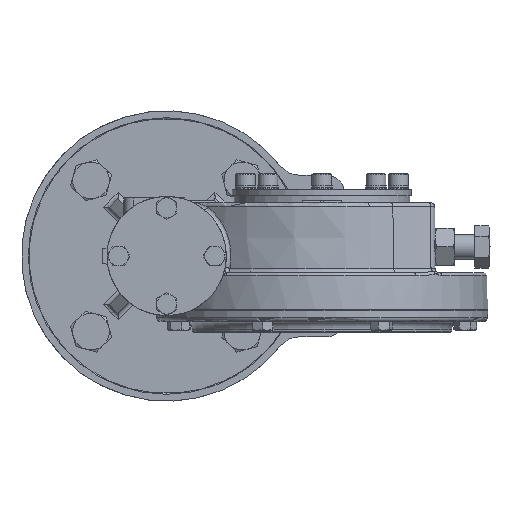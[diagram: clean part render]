
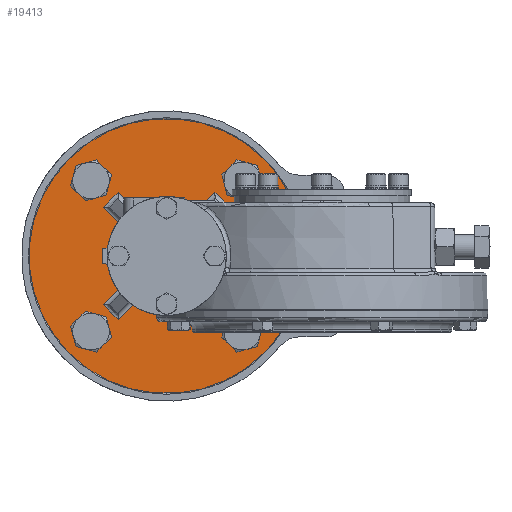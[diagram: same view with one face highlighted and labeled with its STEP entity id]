
A CAD part, left-side view. The second image highlights one B-rep face of the part: STEP entity #19413.
In plain terms, the highlighted planar face has unit normal (-1, 0, 0).
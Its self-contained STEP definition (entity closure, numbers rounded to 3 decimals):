
#810=B_SPLINE_CURVE_WITH_KNOTS('',3,(#39071,#39072,#39073,#39074,#39075,
#39076,#39077),.UNSPECIFIED.,.F.,.F.,(4,1,1,1,4),(0.,0.25,0.5,0.75,1.),
 .UNSPECIFIED.);
#825=B_SPLINE_CURVE_WITH_KNOTS('',3,(#39467,#39468,#39469,#39470,#39471,
#39472,#39473),.UNSPECIFIED.,.F.,.F.,(4,1,1,1,4),(0.,0.25,0.5,0.75,1.),
 .UNSPECIFIED.);
#837=B_SPLINE_CURVE_WITH_KNOTS('',3,(#39840,#39841,#39842,#39843,#39844,
#39845,#39846),.UNSPECIFIED.,.F.,.F.,(4,1,1,1,4),(0.,0.25,0.5,0.75,1.),
 .UNSPECIFIED.);
#846=B_SPLINE_CURVE_WITH_KNOTS('',3,(#40141,#40142,#40143,#40144,#40145,
#40146,#40147),.UNSPECIFIED.,.F.,.F.,(4,1,1,1,4),(0.,0.25,0.5,0.75,1.),
 .UNSPECIFIED.);
#1771=CIRCLE('',#22965,31.);
#1777=CIRCLE('',#22974,31.);
#1783=CIRCLE('',#22983,31.);
#1789=CIRCLE('',#22992,31.);
#1794=CIRCLE('',#23031,90.);
#1795=CIRCLE('',#23033,8.25);
#1796=CIRCLE('',#23034,8.25);
#1797=CIRCLE('',#23035,8.25);
#1798=CIRCLE('',#23036,8.25);
#4680=ORIENTED_EDGE('',*,*,#8956,.T.);
#4681=ORIENTED_EDGE('',*,*,#8957,.T.);
#4682=ORIENTED_EDGE('',*,*,#8958,.T.);
#4683=ORIENTED_EDGE('',*,*,#8959,.T.);
#4684=ORIENTED_EDGE('',*,*,#8836,.T.);
#4685=ORIENTED_EDGE('',*,*,#8926,.T.);
#4686=ORIENTED_EDGE('',*,*,#8932,.T.);
#4687=ORIENTED_EDGE('',*,*,#8929,.T.);
#4688=ORIENTED_EDGE('',*,*,#8817,.T.);
#4689=ORIENTED_EDGE('',*,*,#8939,.T.);
#4690=ORIENTED_EDGE('',*,*,#8943,.T.);
#4691=ORIENTED_EDGE('',*,*,#8947,.T.);
#4692=ORIENTED_EDGE('',*,*,#8796,.T.);
#4693=ORIENTED_EDGE('',*,*,#8883,.T.);
#4694=ORIENTED_EDGE('',*,*,#8889,.T.);
#4695=ORIENTED_EDGE('',*,*,#8886,.T.);
#4696=ORIENTED_EDGE('',*,*,#8857,.T.);
#4697=ORIENTED_EDGE('',*,*,#8906,.T.);
#4698=ORIENTED_EDGE('',*,*,#8912,.T.);
#4699=ORIENTED_EDGE('',*,*,#8909,.T.);
#4700=ORIENTED_EDGE('',*,*,#8955,.F.);
#8796=EDGE_CURVE('',#11753,#11749,#1771,.T.);
#8817=EDGE_CURVE('',#11765,#11768,#1777,.T.);
#8836=EDGE_CURVE('',#11781,#11777,#1783,.T.);
#8857=EDGE_CURVE('',#11795,#11798,#1789,.T.);
#8883=EDGE_CURVE('',#11749,#11809,#13867,.T.);
#8886=EDGE_CURVE('',#11811,#11795,#13868,.T.);
#8889=EDGE_CURVE('',#11809,#11811,#810,.T.);
#8906=EDGE_CURVE('',#11798,#11820,#13873,.T.);
#8909=EDGE_CURVE('',#11822,#11781,#13874,.T.);
#8912=EDGE_CURVE('',#11820,#11822,#825,.T.);
#8926=EDGE_CURVE('',#11777,#11829,#13879,.T.);
#8929=EDGE_CURVE('',#11831,#11765,#13880,.T.);
#8932=EDGE_CURVE('',#11829,#11831,#837,.T.);
#8939=EDGE_CURVE('',#11768,#11836,#13882,.T.);
#8943=EDGE_CURVE('',#11836,#11839,#846,.T.);
#8947=EDGE_CURVE('',#11839,#11753,#13883,.T.);
#8955=EDGE_CURVE('',#11844,#11844,#1794,.T.);
#8956=EDGE_CURVE('',#11845,#11845,#1795,.T.);
#8957=EDGE_CURVE('',#11846,#11846,#1796,.T.);
#8958=EDGE_CURVE('',#11847,#11847,#1797,.T.);
#8959=EDGE_CURVE('',#11848,#11848,#1798,.T.);
#11749=VERTEX_POINT('',#37855);
#11753=VERTEX_POINT('',#37877);
#11765=VERTEX_POINT('',#38116);
#11768=VERTEX_POINT('',#38136);
#11777=VERTEX_POINT('',#38343);
#11781=VERTEX_POINT('',#38365);
#11795=VERTEX_POINT('',#38606);
#11798=VERTEX_POINT('',#38626);
#11809=VERTEX_POINT('',#38879);
#11811=VERTEX_POINT('',#38938);
#11820=VERTEX_POINT('',#39274);
#11822=VERTEX_POINT('',#39334);
#11829=VERTEX_POINT('',#39647);
#11831=VERTEX_POINT('',#39707);
#11836=VERTEX_POINT('',#39958);
#11839=VERTEX_POINT('',#40140);
#11844=VERTEX_POINT('',#40280);
#11845=VERTEX_POINT('',#40283);
#11846=VERTEX_POINT('',#40285);
#11847=VERTEX_POINT('',#40287);
#11848=VERTEX_POINT('',#40289);
#13867=LINE('',#38878,#15235);
#13868=LINE('',#38937,#15236);
#13873=LINE('',#39273,#15241);
#13874=LINE('',#39333,#15242);
#13879=LINE('',#39646,#15247);
#13880=LINE('',#39706,#15248);
#13882=LINE('',#39957,#15250);
#13883=LINE('',#40166,#15251);
#15235=VECTOR('',#26240,1000.);
#15236=VECTOR('',#26243,1000.);
#15241=VECTOR('',#26264,1000.);
#15242=VECTOR('',#26267,1000.);
#15247=VECTOR('',#26288,1000.);
#15248=VECTOR('',#26291,1000.);
#15250=VECTOR('',#26299,1000.);
#15251=VECTOR('',#26302,1000.);
#16726=EDGE_LOOP('',(#4680));
#16727=EDGE_LOOP('',(#4681));
#16728=EDGE_LOOP('',(#4682));
#16729=EDGE_LOOP('',(#4683));
#16730=EDGE_LOOP('',(#4684,#4685,#4686,#4687,#4688,#4689,#4690,#4691,#4692,
#4693,#4694,#4695,#4696,#4697,#4698,#4699));
#16731=EDGE_LOOP('',(#4700));
#17906=FACE_BOUND('',#16726,.T.);
#17907=FACE_BOUND('',#16727,.T.);
#17908=FACE_BOUND('',#16728,.T.);
#17909=FACE_BOUND('',#16729,.T.);
#17910=FACE_BOUND('',#16730,.T.);
#17911=FACE_BOUND('',#16731,.T.);
#18703=PLANE('',#23032);
#19413=ADVANCED_FACE('',(#17906,#17907,#17908,#17909,#17910,#17911),#18703,
 .F.);
#22965=AXIS2_PLACEMENT_3D('',#37876,#26125,#26126);
#22974=AXIS2_PLACEMENT_3D('',#38137,#26151,#26152);
#22983=AXIS2_PLACEMENT_3D('',#38364,#26177,#26178);
#22992=AXIS2_PLACEMENT_3D('',#38627,#26203,#26204);
#23031=AXIS2_PLACEMENT_3D('',#40279,#26313,#26314);
#23032=AXIS2_PLACEMENT_3D('',#40281,#26315,#26316);
#23033=AXIS2_PLACEMENT_3D('',#40282,#26317,#26318);
#23034=AXIS2_PLACEMENT_3D('',#40284,#26319,#26320);
#23035=AXIS2_PLACEMENT_3D('',#40286,#26321,#26322);
#23036=AXIS2_PLACEMENT_3D('',#40288,#26323,#26324);
#26125=DIRECTION('',(1.,0.,0.));
#26126=DIRECTION('',(0.,-0.707,-0.707));
#26151=DIRECTION('',(1.,0.,0.));
#26152=DIRECTION('',(0.,-0.707,-0.707));
#26177=DIRECTION('',(1.,0.,0.));
#26178=DIRECTION('',(0.,-0.707,-0.707));
#26203=DIRECTION('',(1.,0.,0.));
#26204=DIRECTION('',(0.,-0.707,-0.707));
#26240=DIRECTION('',(0.,-0.707,-0.707));
#26243=DIRECTION('',(0.,0.707,0.707));
#26264=DIRECTION('',(0.,0.707,-0.707));
#26267=DIRECTION('',(0.,-0.707,0.707));
#26288=DIRECTION('',(0.,0.707,0.707));
#26291=DIRECTION('',(0.,-0.707,-0.707));
#26299=DIRECTION('',(0.,-0.707,0.707));
#26302=DIRECTION('',(0.,0.707,-0.707));
#26313=DIRECTION('',(1.,0.,0.));
#26314=DIRECTION('',(0.,-0.707,-0.707));
#26315=DIRECTION('',(1.,0.,0.));
#26316=DIRECTION('',(0.,-0.707,-0.707));
#26317=DIRECTION('',(1.,0.,0.));
#26318=DIRECTION('',(0.,-0.707,-0.707));
#26319=DIRECTION('',(1.,0.,0.));
#26320=DIRECTION('',(0.,-0.707,-0.707));
#26321=DIRECTION('',(1.,0.,0.));
#26322=DIRECTION('',(0.,-0.707,-0.707));
#26323=DIRECTION('',(1.,0.,0.));
#26324=DIRECTION('',(0.,-0.707,-0.707));
#37855=CARTESIAN_POINT('',(130.,75.321,-16.404));
#37876=CARTESIAN_POINT('',(130.,101.625,0.));
#37877=CARTESIAN_POINT('',(130.,75.321,16.404));
#38116=CARTESIAN_POINT('',(130.,118.029,26.304));
#38136=CARTESIAN_POINT('',(130.,85.221,26.304));
#38137=CARTESIAN_POINT('',(130.,101.625,0.));
#38343=CARTESIAN_POINT('',(130.,127.929,16.404));
#38364=CARTESIAN_POINT('',(130.,101.625,0.));
#38365=CARTESIAN_POINT('',(130.,127.929,-16.404));
#38606=CARTESIAN_POINT('',(130.,85.221,-26.304));
#38626=CARTESIAN_POINT('',(130.,118.029,-26.304));
#38627=CARTESIAN_POINT('',(130.,101.625,0.));
#38878=CARTESIAN_POINT('',(130.,110.11,18.385));
#38879=CARTESIAN_POINT('',(130.,60.157,-31.569));
#38937=CARTESIAN_POINT('',(130.,120.01,8.485));
#38938=CARTESIAN_POINT('',(130.,70.056,-41.468));
#39071=CARTESIAN_POINT('',(130.,60.157,-31.569));
#39072=CARTESIAN_POINT('',(130.,60.913,-32.46));
#39073=CARTESIAN_POINT('',(130.,62.405,-34.262));
#39074=CARTESIAN_POINT('',(130.,64.794,-36.831));
#39075=CARTESIAN_POINT('',(130.,67.364,-39.221));
#39076=CARTESIAN_POINT('',(130.,69.165,-40.712));
#39077=CARTESIAN_POINT('',(130.,70.056,-41.468));
#39273=CARTESIAN_POINT('',(130.,83.24,8.485));
#39274=CARTESIAN_POINT('',(130.,133.194,-41.468));
#39333=CARTESIAN_POINT('',(130.,93.14,18.385));
#39334=CARTESIAN_POINT('',(130.,143.093,-31.569));
#39467=CARTESIAN_POINT('',(130.,133.194,-41.468));
#39468=CARTESIAN_POINT('',(130.,134.085,-40.712));
#39469=CARTESIAN_POINT('',(130.,135.887,-39.22));
#39470=CARTESIAN_POINT('',(130.,138.456,-36.831));
#39471=CARTESIAN_POINT('',(130.,140.846,-34.261));
#39472=CARTESIAN_POINT('',(130.,142.337,-32.46));
#39473=CARTESIAN_POINT('',(130.,143.093,-31.569));
#39646=CARTESIAN_POINT('',(130.,93.14,-18.385));
#39647=CARTESIAN_POINT('',(130.,143.093,31.569));
#39706=CARTESIAN_POINT('',(130.,83.24,-8.485));
#39707=CARTESIAN_POINT('',(130.,133.194,41.468));
#39840=CARTESIAN_POINT('',(130.,143.093,31.569));
#39841=CARTESIAN_POINT('',(130.,142.337,32.46));
#39842=CARTESIAN_POINT('',(130.,140.845,34.262));
#39843=CARTESIAN_POINT('',(130.,138.456,36.831));
#39844=CARTESIAN_POINT('',(130.,135.886,39.221));
#39845=CARTESIAN_POINT('',(130.,134.085,40.712));
#39846=CARTESIAN_POINT('',(130.,133.194,41.468));
#39957=CARTESIAN_POINT('',(130.,120.01,-8.485));
#39958=CARTESIAN_POINT('',(130.,70.056,41.468));
#40140=CARTESIAN_POINT('',(130.,60.157,31.569));
#40141=CARTESIAN_POINT('',(130.,70.056,41.468));
#40142=CARTESIAN_POINT('',(130.,69.165,40.712));
#40143=CARTESIAN_POINT('',(130.,67.363,39.22));
#40144=CARTESIAN_POINT('',(130.,64.794,36.831));
#40145=CARTESIAN_POINT('',(130.,62.404,34.261));
#40146=CARTESIAN_POINT('',(130.,60.913,32.46));
#40147=CARTESIAN_POINT('',(130.,60.157,31.569));
#40166=CARTESIAN_POINT('',(130.,110.11,-18.385));
#40279=CARTESIAN_POINT('',(130.,101.625,0.));
#40280=CARTESIAN_POINT('',(130.,37.985,-63.64));
#40281=CARTESIAN_POINT('',(130.,115.06,-13.435));
#40282=CARTESIAN_POINT('',(130.,52.128,-49.497));
#40283=CARTESIAN_POINT('',(130.,46.294,-55.331));
#40284=CARTESIAN_POINT('',(130.,52.128,49.497));
#40285=CARTESIAN_POINT('',(130.,46.294,43.664));
#40286=CARTESIAN_POINT('',(130.,151.122,49.497));
#40287=CARTESIAN_POINT('',(130.,145.289,43.664));
#40288=CARTESIAN_POINT('',(130.,151.122,-49.497));
#40289=CARTESIAN_POINT('',(130.,145.289,-55.331));
